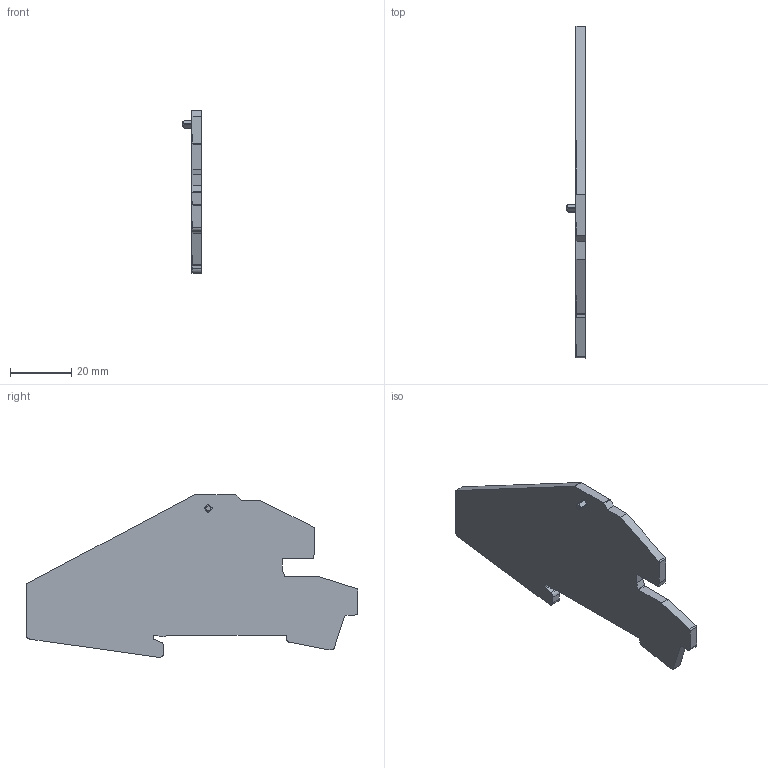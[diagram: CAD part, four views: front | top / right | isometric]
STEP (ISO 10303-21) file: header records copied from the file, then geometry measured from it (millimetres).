
FILE_DESCRIPTION(('CATIA V5 STEP Exchange','CAx-IF Rec.Pracs.--- Model Styling and Organization---1.4--- 2014-01-23'),'2;1');
FILE_NAME ('1117347-5_2', '2021-08-04T06:08:28+00:00', ('none'), ('Weidmueller'), 'CATIA Version 5-6 Release 2016 SP3 HF44', 'CATIA V5 STEP AP214', 'none');
FILE_SCHEMA(('AUTOMOTIVE_DESIGN { 1 0 10303 214 1 1 1 1 }'));
Length unit declared in the file: millimetre
Products named in the file (1): 2669110000
Bounding box: 6 x 108.78 x 53.31 mm (x, y, z)
Volume: 11455.8 mm3; surface area: 8586.6 mm2
Topology: 1 solids, 1 shells, 64 faces, 187 edges, 126 vertices
Faces by surface type: plane 36, cylinder 26, cone 2
Entity records: 2291 total; most frequent: CARTESIAN_POINT 618, ORIENTED_EDGE 374, DIRECTION 285, EDGE_CURVE 187, VERTEX_POINT 126, VECTOR 125, LINE 125, AXIS2_PLACEMENT_3D 96
